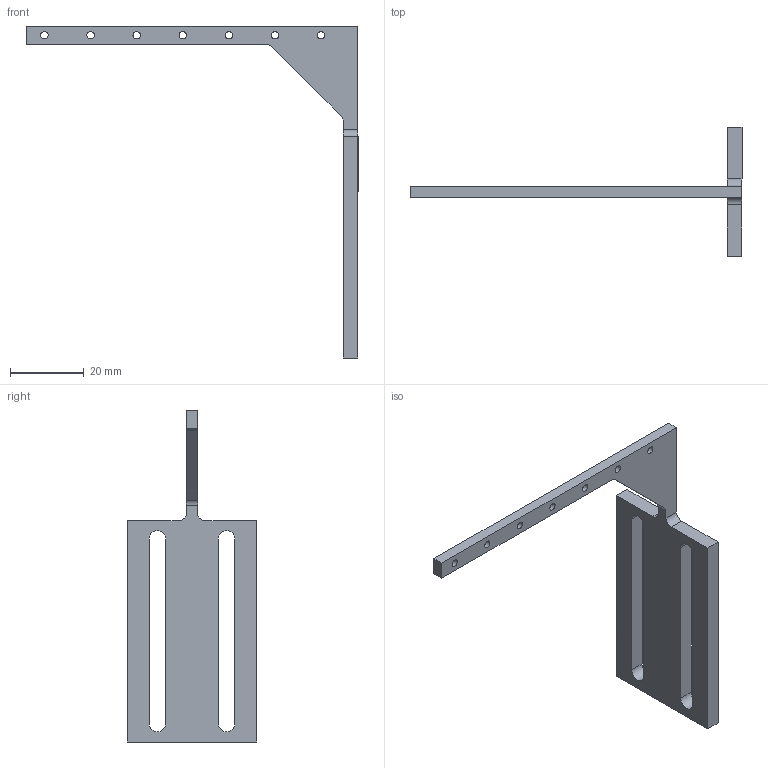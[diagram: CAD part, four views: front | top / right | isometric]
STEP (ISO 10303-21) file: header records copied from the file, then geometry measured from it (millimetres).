
FILE_DESCRIPTION(/* description */ (''),/* implementation_level */ '2;1');
FILE_NAME(/* name */ 'GSE-1201-040-001-A (Link XT66P2 triangle adaptor).stp',/* time_stamp */ '2019-10-24T11:43:20+02:00',/* author */ ('louis.petitjean'),/* organization */ ('EXOTRAIL'),/* preprocessor_version */ 'ST-DEVELOPER v18',/* originating_system */ 'Autodesk Inventor 2020',/* authorisation */ '');
FILE_SCHEMA (('AUTOMOTIVE_DESIGN { 1 0 10303 214 3 1 1 }'));
Length unit declared in the file: millimetre
Products named in the file (1): GSE-1201-040-001-A
Bounding box: 90 x 35 x 90 mm (x, y, z)
Volume: 8663.3 mm3; surface area: 7155 mm2
Topology: 1 solids, 1 shells, 32 faces, 97 edges, 67 vertices
Faces by surface type: plane 17, cylinder 15
Full cylindrical faces by diameter (mm): 2.013 x7
Entity records: 1191 total; most frequent: DIRECTION 200, CARTESIAN_POINT 197, ORIENTED_EDGE 194, EDGE_CURVE 97, AXIS2_PLACEMENT_3D 70, VERTEX_POINT 67, LINE 60, VECTOR 60
